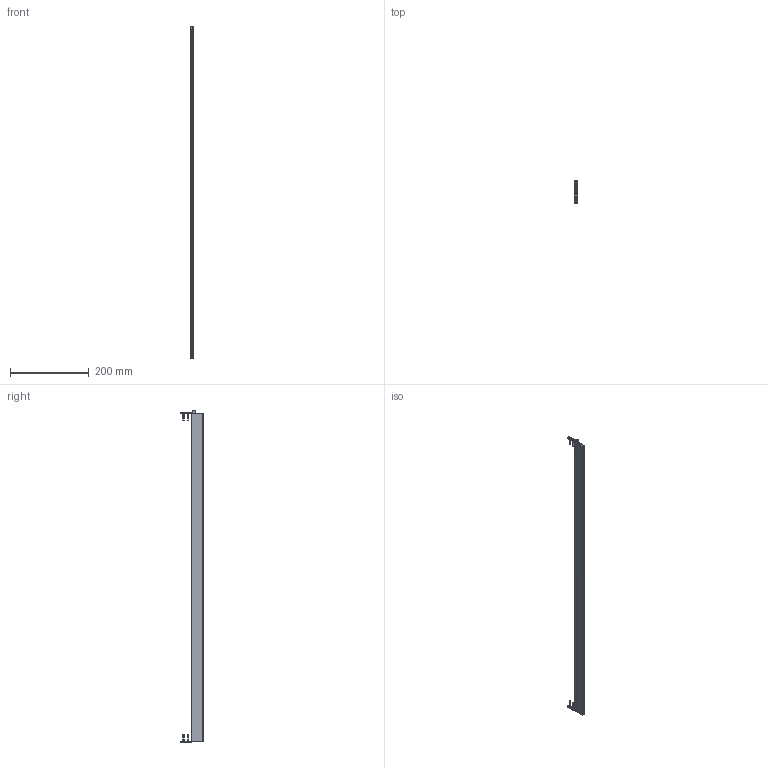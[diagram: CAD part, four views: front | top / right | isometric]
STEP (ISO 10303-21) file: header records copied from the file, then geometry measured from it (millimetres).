
FILE_DESCRIPTION (( 'STEP AP203' ), '1' );
FILE_NAME ('US835.STEP', '2025-03-07T08:56:29', ( '' ), ( '' ), 'SwSTEP 2.0', 'SolidWorks 2023', '' );
FILE_SCHEMA (( 'CONFIG_CONTROL_DESIGN' ));
Length unit declared in the file: millimetre
Products named in the file (6): Innengeometrie_US_835; Aussengehäuse_US_835; US835; Schraube 3x20_01; Haltewinkel_Haltewinkel TW; Betätigungsteil_US
Assembly tree (9 placements, depth 2):
  US835
    Aussengehäuse_US_835
    Betätigungsteil_US
    Innengeometrie_US_835
    Haltewinkel_Haltewinkel TW  x2
    Schraube 3x20_01  x4
Bounding box: 8.2 x 57.14 x 842 mm (x, y, z)
Volume: 131467 mm3; surface area: 229787.2 mm2
Topology: 22 solids, 22 shells, 1116 faces, 3100 edges, 2054 vertices
Faces by surface type: plane 540, bspline 460, cylinder 90, cone 24, torus 2
Entity records: 42680 total; most frequent: CARTESIAN_POINT 23391, ORIENTED_EDGE 4506, DIRECTION 2573, EDGE_CURVE 2253, VERTEX_POINT 1499, LINE 1453, VECTOR 1453, EDGE_LOOP 908
